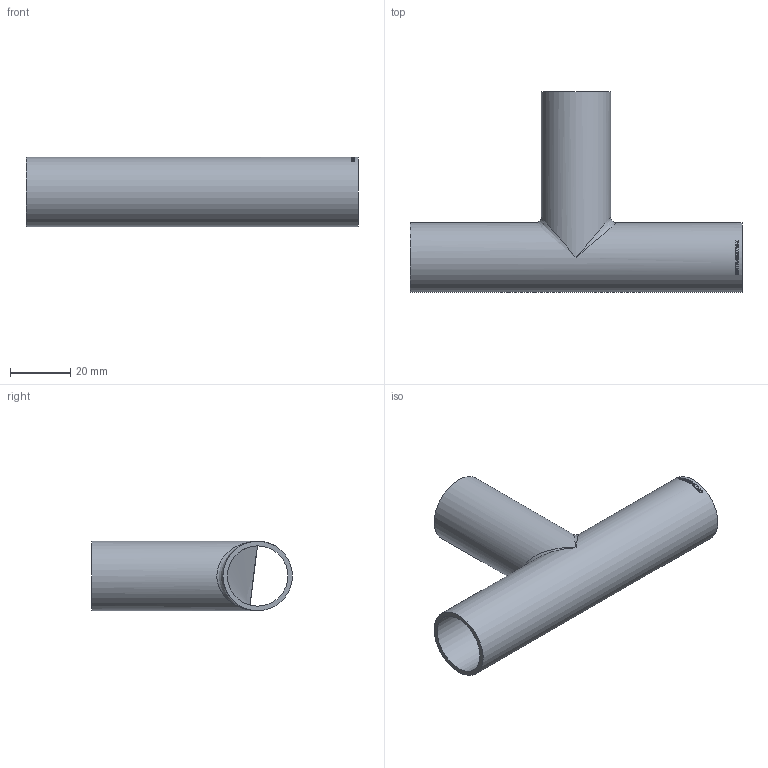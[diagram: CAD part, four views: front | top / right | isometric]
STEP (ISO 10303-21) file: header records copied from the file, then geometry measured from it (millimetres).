
FILE_DESCRIPTION (( 'STEP AP214' ), '1' );
FILE_NAME ('ORTR-023X15-x T-Stück 2004.STEP', '2020-04-06T12:17:39', ( '' ), ( '' ), 'SwSTEP 2.0', 'SolidWorks 2019', '' );
FILE_SCHEMA (( 'AUTOMOTIVE_DESIGN' ));
Length unit declared in the file: millimetre
Products named in the file (1): ORTR-023X15-x T-Stück 2004
Bounding box: 110 x 66.5 x 23 mm (x, y, z)
Volume: 15287.6 mm3; surface area: 20685.3 mm2
Topology: 1 solids, 1 shells, 184 faces, 496 edges, 322 vertices
Faces by surface type: bspline 107, plane 56, cylinder 21
Full cylindrical faces by diameter (mm): 20 x2, 23 x2
Entity records: 13568 total; most frequent: CARTESIAN_POINT 8043, ORIENTED_EDGE 964, EDGE_CURVE 482, DIRECTION 377, B_SPLINE_CURVE_WITH_KNOTS 327, VERTEX_POINT 322, EDGE_LOOP 210, FACE_OUTER_BOUND 188
